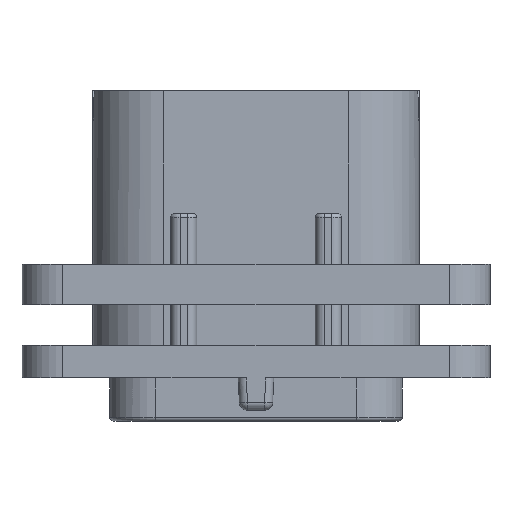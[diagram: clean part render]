
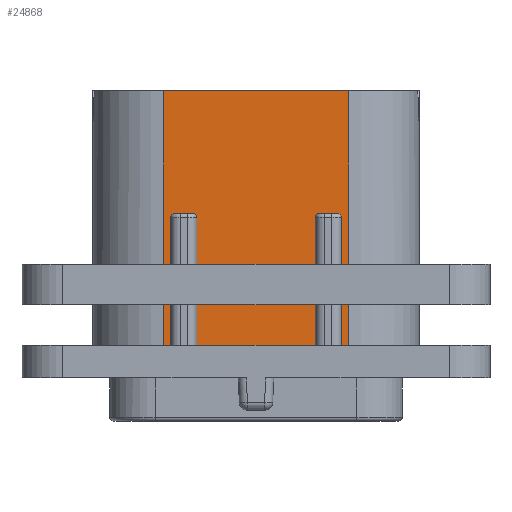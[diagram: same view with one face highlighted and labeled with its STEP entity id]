
A CAD part, front view. The second image highlights one B-rep face of the part: STEP entity #24868.
In plain terms, the highlighted planar face has unit normal (0, -1, 0).
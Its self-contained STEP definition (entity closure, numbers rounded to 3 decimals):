
#1176=DIRECTION('',(1.,0.,0.));
#1177=VECTOR('',#1176,11.4);
#1178=CARTESIAN_POINT('',(-5.7,-9.,17.67));
#1179=LINE('',#1178,#1177);
#5112=DIRECTION('',(1.,0.,0.));
#5113=VECTOR('',#5112,0.45);
#5114=CARTESIAN_POINT('',(-5.7,-9.,2.));
#5115=LINE('',#5114,#5113);
#5124=CARTESIAN_POINT('',(-5.,-9.,9.87));
#5125=DIRECTION('',(0.,1.,0.));
#5126=DIRECTION('',(-1.,0.,0.));
#5127=AXIS2_PLACEMENT_3D('',#5124,#5125,#5126);
#5156=CARTESIAN_POINT('',(-3.9,-9.,9.87));
#5157=DIRECTION('',(0.,1.,0.));
#5158=DIRECTION('',(0.,0.,1.));
#5159=AXIS2_PLACEMENT_3D('',#5156,#5157,#5158);
#5169=DIRECTION('',(0.,0.,1.));
#5170=VECTOR('',#5169,7.87);
#5171=CARTESIAN_POINT('',(5.25,-9.,2.));
#5172=LINE('',#5171,#5170);
#5173=DIRECTION('',(1.,0.,0.));
#5174=VECTOR('',#5173,1.1);
#5175=CARTESIAN_POINT('',(3.9,-9.,10.12));
#5176=LINE('',#5175,#5174);
#5177=DIRECTION('',(0.,0.,1.));
#5178=VECTOR('',#5177,7.87);
#5179=CARTESIAN_POINT('',(3.65,-9.,2.));
#5180=LINE('',#5179,#5178);
#5181=DIRECTION('',(0.,0.,1.));
#5182=VECTOR('',#5181,7.87);
#5183=CARTESIAN_POINT('',(-3.65,-9.,2.));
#5184=LINE('',#5183,#5182);
#5185=DIRECTION('',(1.,0.,0.));
#5186=VECTOR('',#5185,1.1);
#5187=CARTESIAN_POINT('',(-5.,-9.,10.12));
#5188=LINE('',#5187,#5186);
#5189=DIRECTION('',(0.,0.,1.));
#5190=VECTOR('',#5189,7.87);
#5191=CARTESIAN_POINT('',(-5.25,-9.,2.));
#5192=LINE('',#5191,#5190);
#5193=DIRECTION('',(0.,0.,-1.));
#5194=VECTOR('',#5193,15.67);
#5195=CARTESIAN_POINT('',(-5.7,-9.,17.67));
#5196=LINE('',#5195,#5194);
#5197=DIRECTION('',(0.,0.,-1.));
#5198=VECTOR('',#5197,15.67);
#5199=CARTESIAN_POINT('',(5.7,-9.,17.67));
#5200=LINE('',#5199,#5198);
#5214=CARTESIAN_POINT('',(5.,-9.,9.87));
#5215=DIRECTION('',(0.,1.,0.));
#5216=DIRECTION('',(0.,0.,1.));
#5217=AXIS2_PLACEMENT_3D('',#5214,#5215,#5216);
#5256=CARTESIAN_POINT('',(3.9,-9.,9.87));
#5257=DIRECTION('',(0.,1.,0.));
#5258=DIRECTION('',(-1.,0.,0.));
#5259=AXIS2_PLACEMENT_3D('',#5256,#5257,#5258);
#5347=DIRECTION('',(1.,0.,0.));
#5348=VECTOR('',#5347,0.45);
#5349=CARTESIAN_POINT('',(5.25,-9.,2.));
#5350=LINE('',#5349,#5348);
#8366=DIRECTION('',(1.,0.,0.));
#8367=VECTOR('',#8366,7.3);
#8368=CARTESIAN_POINT('',(-3.65,-9.,2.));
#8369=LINE('',#8368,#8367);
#15305=CARTESIAN_POINT('',(-5.7,-9.,17.67));
#15306=CARTESIAN_POINT('',(-5.7,-9.,2.));
#15307=VERTEX_POINT('',#15305);
#15308=VERTEX_POINT('',#15306);
#15309=CARTESIAN_POINT('',(5.7,-9.,17.67));
#15310=CARTESIAN_POINT('',(5.7,-9.,2.));
#15311=VERTEX_POINT('',#15309);
#15312=VERTEX_POINT('',#15310);
#15463=CARTESIAN_POINT('',(-5.25,-9.,2.));
#15464=VERTEX_POINT('',#15463);
#15465=CARTESIAN_POINT('',(-3.65,-9.,2.));
#15466=CARTESIAN_POINT('',(3.65,-9.,2.));
#15467=VERTEX_POINT('',#15465);
#15468=VERTEX_POINT('',#15466);
#15469=CARTESIAN_POINT('',(5.25,-9.,2.));
#15470=VERTEX_POINT('',#15469);
#17944=CARTESIAN_POINT('',(-3.65,-9.,9.87));
#17946=VERTEX_POINT('',#17944);
#17948=CARTESIAN_POINT('',(-3.9,-9.,10.12));
#17950=VERTEX_POINT('',#17948);
#17971=CARTESIAN_POINT('',(-5.,-9.,10.12));
#17972=VERTEX_POINT('',#17971);
#17973=CARTESIAN_POINT('',(-5.25,-9.,9.87));
#17974=VERTEX_POINT('',#17973);
#17976=CARTESIAN_POINT('',(5.25,-9.,9.87));
#17978=VERTEX_POINT('',#17976);
#17980=CARTESIAN_POINT('',(5.,-9.,10.12));
#17982=VERTEX_POINT('',#17980);
#17983=CARTESIAN_POINT('',(3.9,-9.,10.12));
#17985=VERTEX_POINT('',#17983);
#17987=CARTESIAN_POINT('',(3.65,-9.,9.87));
#17989=VERTEX_POINT('',#17987);
#24838=CARTESIAN_POINT('',(-10.05,-9.,2.));
#24839=DIRECTION('',(0.,-1.,0.));
#24840=DIRECTION('',(1.,0.,0.));
#24841=AXIS2_PLACEMENT_3D('',#24838,#24839,#24840);
#24842=PLANE('',#24841);
#24844=ORIENTED_EDGE('',*,*,#24843,.T.);
#24846=ORIENTED_EDGE('',*,*,#24845,.F.);
#24848=ORIENTED_EDGE('',*,*,#24847,.F.);
#24850=ORIENTED_EDGE('',*,*,#24849,.F.);
#24852=ORIENTED_EDGE('',*,*,#24851,.F.);
#24854=ORIENTED_EDGE('',*,*,#24853,.F.);
#24855=ORIENTED_EDGE('',*,*,#24829,.T.);
#24856=ORIENTED_EDGE('',*,*,#24818,.F.);
#24857=ORIENTED_EDGE('',*,*,#24803,.F.);
#24858=ORIENTED_EDGE('',*,*,#24784,.F.);
#24859=ORIENTED_EDGE('',*,*,#24769,.F.);
#24860=ORIENTED_EDGE('',*,*,#24754,.F.);
#24861=ORIENTED_EDGE('',*,*,#19195,.F.);
#24862=ORIENTED_EDGE('',*,*,#19380,.T.);
#24863=ORIENTED_EDGE('',*,*,#19636,.T.);
#24865=ORIENTED_EDGE('',*,*,#24864,.F.);
#24866=EDGE_LOOP('',(#24844,#24846,#24848,#24850,#24852,#24854,#24855,#24856,
#24857,#24858,#24859,#24860,#24861,#24862,#24863,#24865));
#24867=FACE_OUTER_BOUND('',#24866,.F.);
#24868=ADVANCED_FACE('',(#24867),#24842,.T.);
#5128=CIRCLE('',#5127,0.25);
#5160=CIRCLE('',#5159,0.25);
#5218=CIRCLE('',#5217,0.25);
#5260=CIRCLE('',#5259,0.25);
#19195=EDGE_CURVE('',#15307,#15308,#5196,.T.);
#19380=EDGE_CURVE('',#15307,#15311,#1179,.T.);
#19636=EDGE_CURVE('',#15311,#15312,#5200,.T.);
#24754=EDGE_CURVE('',#15308,#15464,#5115,.T.);
#24769=EDGE_CURVE('',#15464,#17974,#5192,.T.);
#24784=EDGE_CURVE('',#17974,#17972,#5128,.T.);
#24803=EDGE_CURVE('',#17972,#17950,#5188,.T.);
#24818=EDGE_CURVE('',#17950,#17946,#5160,.T.);
#24829=EDGE_CURVE('',#15467,#17946,#5184,.T.);
#24843=EDGE_CURVE('',#15470,#17978,#5172,.T.);
#24845=EDGE_CURVE('',#17982,#17978,#5218,.T.);
#24847=EDGE_CURVE('',#17985,#17982,#5176,.T.);
#24849=EDGE_CURVE('',#17989,#17985,#5260,.T.);
#24851=EDGE_CURVE('',#15468,#17989,#5180,.T.);
#24853=EDGE_CURVE('',#15467,#15468,#8369,.T.);
#24864=EDGE_CURVE('',#15470,#15312,#5350,.T.);
